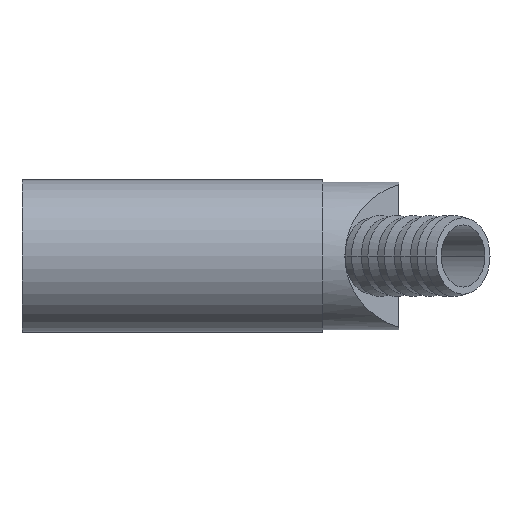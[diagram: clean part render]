
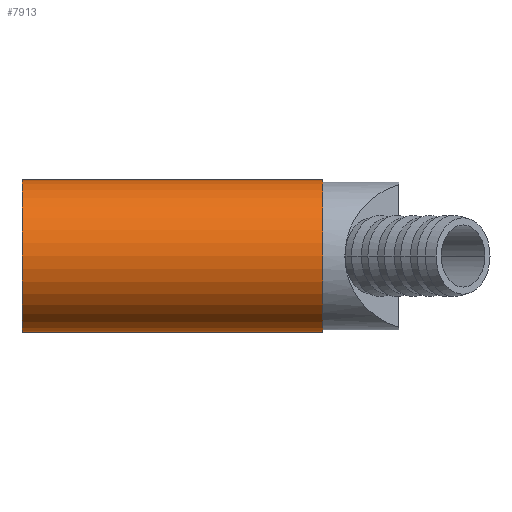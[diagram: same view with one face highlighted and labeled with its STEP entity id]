
A CAD part, front view. The second image highlights one B-rep face of the part: STEP entity #7913.
In plain terms, the highlighted cylindrical face has radius 16 mm (diameter 32 mm), a partial arc.
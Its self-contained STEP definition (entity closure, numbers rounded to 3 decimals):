
#158 = ORIENTED_EDGE ( 'NONE', *, *, #3910, .T. ) ;
#370 = CIRCLE ( 'NONE', #7009, 16. ) ;
#455 = DIRECTION ( 'NONE',  ( -1., 0., 0. ) ) ;
#533 = VERTEX_POINT ( 'NONE', #2241 ) ;
#617 = EDGE_LOOP ( 'NONE', ( #4769, #8414, #158, #7062 ) ) ;
#841 = DIRECTION ( 'NONE',  ( -1., 0., 0. ) ) ;
#925 = CARTESIAN_POINT ( 'NONE',  ( 0., 0., 16. ) ) ;
#998 = DIRECTION ( 'NONE',  ( -1., 0., 0. ) ) ;
#1211 = CIRCLE ( 'NONE', #3421, 16. ) ;
#2029 = AXIS2_PLACEMENT_3D ( 'NONE', #8277, #998, #3032 ) ;
#2241 = CARTESIAN_POINT ( 'NONE',  ( 0., 0., 16. ) ) ;
#2825 = LINE ( 'NONE', #3524, #5226 ) ;
#2886 = EDGE_CURVE ( 'NONE', #4672, #533, #370, .T. ) ;
#2908 = FACE_OUTER_BOUND ( 'NONE', #617, .T. ) ;
#3032 = DIRECTION ( 'NONE',  ( 0., 0., 1. ) ) ;
#3229 = DIRECTION ( 'NONE',  ( 0., 0., 1. ) ) ;
#3421 = AXIS2_PLACEMENT_3D ( 'NONE', #3793, #455, #7821 ) ;
#3524 = CARTESIAN_POINT ( 'NONE',  ( 0., 0., -16. ) ) ;
#3570 = LINE ( 'NONE', #925, #8399 ) ;
#3733 = EDGE_CURVE ( 'NONE', #8033, #5827, #1211, .T. ) ;
#3793 = CARTESIAN_POINT ( 'NONE',  ( 63., 0., 0. ) ) ;
#3807 = CARTESIAN_POINT ( 'NONE',  ( 63., 0., 16. ) ) ;
#3910 = EDGE_CURVE ( 'NONE', #5827, #533, #3570, .T. ) ;
#3947 = EDGE_CURVE ( 'NONE', #8033, #4672, #2825, .T. ) ;
#4672 = VERTEX_POINT ( 'NONE', #6197 ) ;
#4769 = ORIENTED_EDGE ( 'NONE', *, *, #3947, .F. ) ;
#5226 = VECTOR ( 'NONE', #841, 1000. ) ;
#5827 = VERTEX_POINT ( 'NONE', #3807 ) ;
#6071 = CARTESIAN_POINT ( 'NONE',  ( 63., 0., -16. ) ) ;
#6197 = CARTESIAN_POINT ( 'NONE',  ( 0., 0., -16. ) ) ;
#6526 = DIRECTION ( 'NONE',  ( -1., 0., 0. ) ) ;
#6780 = DIRECTION ( 'NONE',  ( -1., 0., 0. ) ) ;
#7009 = AXIS2_PLACEMENT_3D ( 'NONE', #7818, #6526, #3229 ) ;
#7023 = CYLINDRICAL_SURFACE ( 'NONE', #2029, 16. ) ;
#7062 = ORIENTED_EDGE ( 'NONE', *, *, #2886, .F. ) ;
#7818 = CARTESIAN_POINT ( 'NONE',  ( 0., 0., 0. ) ) ;
#7821 = DIRECTION ( 'NONE',  ( 0., 0., 1. ) ) ;
#7913 = ADVANCED_FACE ( 'NONE', ( #2908 ), #7023, .T. ) ;
#8033 = VERTEX_POINT ( 'NONE', #6071 ) ;
#8277 = CARTESIAN_POINT ( 'NONE',  ( 0., 0., 0. ) ) ;
#8399 = VECTOR ( 'NONE', #6780, 1000. ) ;
#8414 = ORIENTED_EDGE ( 'NONE', *, *, #3733, .T. ) ;
